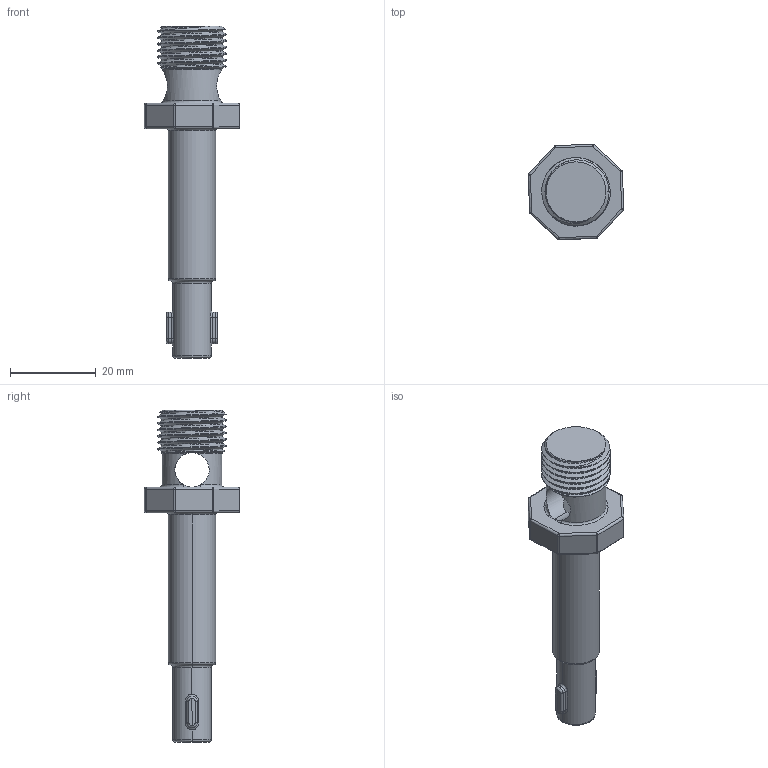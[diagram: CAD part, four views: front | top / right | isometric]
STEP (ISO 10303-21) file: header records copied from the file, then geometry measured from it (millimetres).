
FILE_DESCRIPTION (( 'STEP AP214' ), '1' );
FILE_NAME ('Dichtungshülse-Zugstange-MS.STEP', '2015-07-29T21:19:30', ( '' ), ( '' ), 'SwSTEP 2.0', 'SolidWorks 2011', '' );
FILE_SCHEMA (( 'AUTOMOTIVE_DESIGN' ));
Length unit declared in the file: millimetre
Products named in the file (1): Dichtungshülse-Zugstange-MS
Bounding box: 22.32 x 22.32 x 77.5 mm (x, y, z)
Volume: 7599.2 mm3; surface area: 5375.7 mm2
Topology: 1 solids, 1 shells, 133 faces, 314 edges, 174 vertices
Faces by surface type: cylinder 65, sphere 18, plane 16, bspline 15, torus 14, cone 5
Entity records: 6237 total; most frequent: CARTESIAN_POINT 3416, ORIENTED_EDGE 604, DIRECTION 573, EDGE_CURVE 302, AXIS2_PLACEMENT_3D 235, VERTEX_POINT 170, EDGE_LOOP 136, FACE_OUTER_BOUND 133
